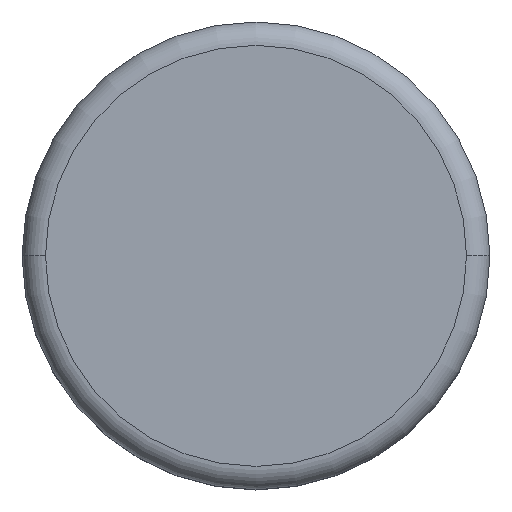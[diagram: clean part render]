
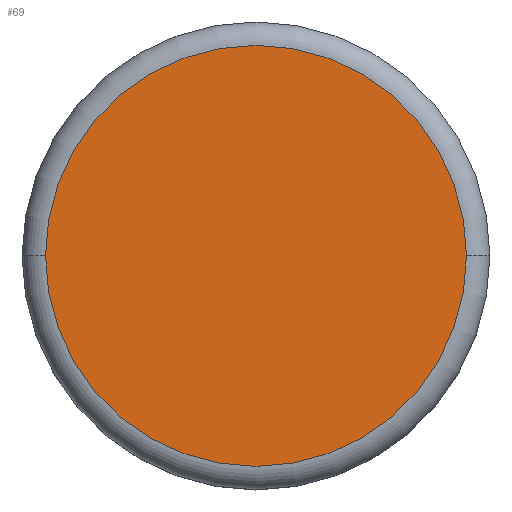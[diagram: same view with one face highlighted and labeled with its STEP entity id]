
A CAD part, top view. The second image highlights one B-rep face of the part: STEP entity #69.
In plain terms, the highlighted planar face has unit normal (0, 0, 1).
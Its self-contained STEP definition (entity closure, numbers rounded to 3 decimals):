
#16 = DIRECTION ( 'NONE',  ( 1., 0., 0. ) ) ;
#38 = CARTESIAN_POINT ( 'NONE',  ( -2.7, 0., 2. ) ) ;
#39 = ORIENTED_EDGE ( 'NONE', *, *, #159, .T. ) ;
#50 = CARTESIAN_POINT ( 'NONE',  ( 0., 0., 2. ) ) ;
#59 = FACE_OUTER_BOUND ( 'NONE', #192, .T. ) ;
#66 = CIRCLE ( 'NONE', #247, 2.7 ) ;
#69 = ADVANCED_FACE ( 'NONE', ( #59 ), #122, .T. ) ;
#87 = DIRECTION ( 'NONE',  ( 0., 0., 1. ) ) ;
#91 = DIRECTION ( 'NONE',  ( 0., 0., 1. ) ) ;
#105 = VERTEX_POINT ( 'NONE', #38 ) ;
#122 = PLANE ( 'NONE',  #280 ) ;
#159 = EDGE_CURVE ( 'NONE', #325, #105, #66, .T. ) ;
#165 = DIRECTION ( 'NONE',  ( 0., 0., 1. ) ) ;
#175 = DIRECTION ( 'NONE',  ( 1., 0., 0. ) ) ;
#178 = CARTESIAN_POINT ( 'NONE',  ( 0., 0., 2. ) ) ;
#192 = EDGE_LOOP ( 'NONE', ( #39, #287 ) ) ;
#247 = AXIS2_PLACEMENT_3D ( 'NONE', #50, #165, #16 ) ;
#248 = EDGE_CURVE ( 'NONE', #105, #325, #257, .T. ) ;
#257 = CIRCLE ( 'NONE', #334, 2.7 ) ;
#280 = AXIS2_PLACEMENT_3D ( 'NONE', #282, #91, #358 ) ;
#282 = CARTESIAN_POINT ( 'NONE',  ( 0., 0., 2. ) ) ;
#287 = ORIENTED_EDGE ( 'NONE', *, *, #248, .T. ) ;
#325 = VERTEX_POINT ( 'NONE', #350 ) ;
#334 = AXIS2_PLACEMENT_3D ( 'NONE', #178, #87, #175 ) ;
#350 = CARTESIAN_POINT ( 'NONE',  ( 2.7, 0., 2. ) ) ;
#358 = DIRECTION ( 'NONE',  ( 1., 0., 0. ) ) ;
